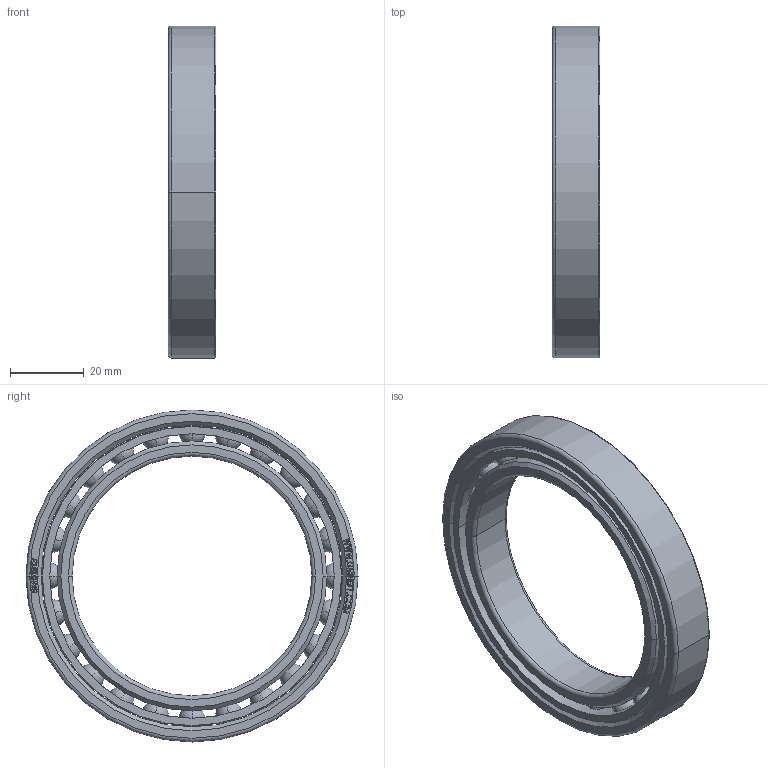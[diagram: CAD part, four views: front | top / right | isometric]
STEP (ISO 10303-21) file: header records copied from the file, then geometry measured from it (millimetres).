
FILE_DESCRIPTION((''),'2;1');
FILE_NAME('SM61913_PRT','2014-03-19T',('sales 4'),(''),'PRO/ENGINEER BY PARAMETRIC TECHNOLOGY CORPORATION, 2013150','PRO/ENGINEER BY PARAMETRIC TECHNOLOGY CORPORATION, 2013150','');
FILE_SCHEMA(('AUTOMOTIVE_DESIGN { 1 0 10303 214 1 1 1 1 }'));
Length unit declared in the file: millimetre
Products named in the file (1): SM61913_PRT
Bounding box: 13.01 x 90 x 90 mm (x, y, z)
Volume: 29987.5 mm3; surface area: 25630.8 mm2
Topology: 3 solids, 3 shells, 775 faces, 2164 edges, 1368 vertices
Faces by surface type: plane 547, cylinder 110, sphere 96, torus 12, cone 10
Entity records: 43466 total; most frequent: CARTESIAN_POINT 17677, ORIENTED_EDGE 4136, DIRECTION 3678, PRESENTATION_STYLE_ASSIGNMENT 2101, STYLED_ITEM 2071, CURVE_STYLE 2068, EDGE_CURVE 2068, VECTOR 1624
